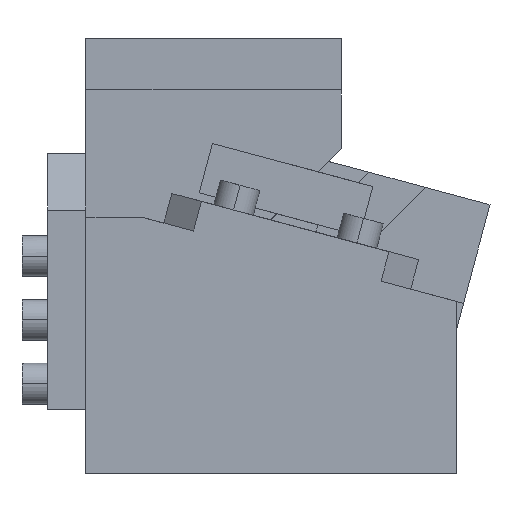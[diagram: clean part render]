
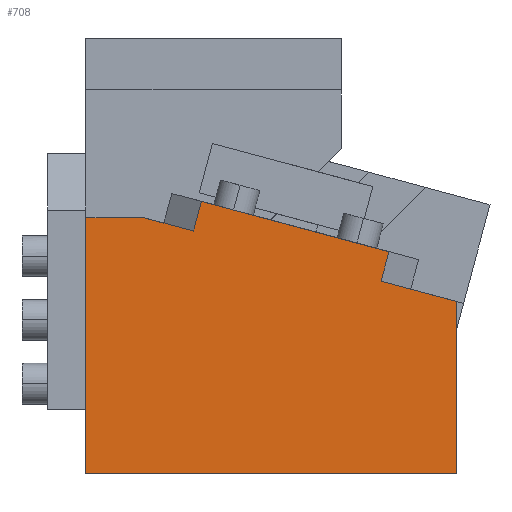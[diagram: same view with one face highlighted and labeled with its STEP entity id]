
A CAD part, front view. The second image highlights one B-rep face of the part: STEP entity #708.
In plain terms, the highlighted planar face has unit normal (0, -1, 0).
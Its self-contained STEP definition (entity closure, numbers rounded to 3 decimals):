
#394=CARTESIAN_POINT('Vertex',(45.235,0.,106.361)) ;
#397=CARTESIAN_POINT('Line Origine',(81.94,0.,96.526)) ;
#401=CARTESIAN_POINT('Vertex',(118.645,0.,86.691)) ;
#638=CARTESIAN_POINT('Axis2P3D Location',(0.,0.,0.)) ;
#643=CARTESIAN_POINT('Line Origine',(32.369,0.,97.385)) ;
#647=CARTESIAN_POINT('Vertex',(22.61,0.,100.)) ;
#649=CARTESIAN_POINT('Vertex',(42.129,0.,94.77)) ;
#652=CARTESIAN_POINT('Line Origine',(11.305,0.,100.)) ;
#656=CARTESIAN_POINT('Vertex',(0.,0.,100.)) ;
#659=CARTESIAN_POINT('Line Origine',(0.,0.,50.)) ;
#663=CARTESIAN_POINT('Vertex',(0.,0.,0.)) ;
#666=CARTESIAN_POINT('Line Origine',(72.5,0.,0.)) ;
#670=CARTESIAN_POINT('Vertex',(145.,0.,0.)) ;
#673=CARTESIAN_POINT('Line Origine',(145.,0.,33.603)) ;
#677=CARTESIAN_POINT('Vertex',(145.,0.,67.206)) ;
#680=CARTESIAN_POINT('Line Origine',(130.27,0.,71.153)) ;
#684=CARTESIAN_POINT('Vertex',(115.539,0.,75.1)) ;
#687=CARTESIAN_POINT('Line Origine',(117.092,0.,80.895)) ;
#692=CARTESIAN_POINT('Line Origine',(43.682,0.,100.565)) ;
#398=DIRECTION('Vector Direction',(0.966,0.,-0.259)) ;
#639=DIRECTION('Axis2P3D Direction',(0.,-1.,0.)) ;
#640=DIRECTION('Axis2P3D XDirection',(1.,0.,0.)) ;
#644=DIRECTION('Vector Direction',(0.966,0.,-0.259)) ;
#653=DIRECTION('Vector Direction',(-1.,0.,0.)) ;
#660=DIRECTION('Vector Direction',(0.,0.,-1.)) ;
#667=DIRECTION('Vector Direction',(-1.,0.,0.)) ;
#674=DIRECTION('Vector Direction',(0.,0.,-1.)) ;
#681=DIRECTION('Vector Direction',(-0.966,0.,0.259)) ;
#688=DIRECTION('Vector Direction',(-0.259,0.,-0.966)) ;
#693=DIRECTION('Vector Direction',(0.259,0.,0.966)) ;
#641=AXIS2_PLACEMENT_3D('Plane Axis2P3D',#638,#639,#640) ;
#698=ORIENTED_EDGE('',*,*,#651,.F.) ;
#699=ORIENTED_EDGE('',*,*,#658,.T.) ;
#700=ORIENTED_EDGE('',*,*,#665,.T.) ;
#701=ORIENTED_EDGE('',*,*,#672,.F.) ;
#702=ORIENTED_EDGE('',*,*,#679,.F.) ;
#703=ORIENTED_EDGE('',*,*,#686,.T.) ;
#704=ORIENTED_EDGE('',*,*,#691,.F.) ;
#705=ORIENTED_EDGE('',*,*,#403,.F.) ;
#706=ORIENTED_EDGE('',*,*,#696,.F.) ;
#399=VECTOR('Line Direction',#398,1.) ;
#645=VECTOR('Line Direction',#644,1.) ;
#654=VECTOR('Line Direction',#653,1.) ;
#661=VECTOR('Line Direction',#660,1.) ;
#668=VECTOR('Line Direction',#667,1.) ;
#675=VECTOR('Line Direction',#674,1.) ;
#682=VECTOR('Line Direction',#681,1.) ;
#689=VECTOR('Line Direction',#688,1.) ;
#694=VECTOR('Line Direction',#693,1.) ;
#708=ADVANCED_FACE('CAM HOLDER',(#707),#642,.T.) ;
#403=EDGE_CURVE('',#395,#402,#400,.T.) ;
#651=EDGE_CURVE('',#648,#650,#646,.T.) ;
#658=EDGE_CURVE('',#648,#657,#655,.T.) ;
#665=EDGE_CURVE('',#657,#664,#662,.T.) ;
#672=EDGE_CURVE('',#671,#664,#669,.T.) ;
#679=EDGE_CURVE('',#678,#671,#676,.T.) ;
#686=EDGE_CURVE('',#678,#685,#683,.T.) ;
#691=EDGE_CURVE('',#402,#685,#690,.T.) ;
#696=EDGE_CURVE('',#650,#395,#695,.T.) ;
#697=EDGE_LOOP('',(#698,#699,#700,#701,#702,#703,#704,#705,#706)) ;
#707=FACE_OUTER_BOUND('',#697,.T.) ;
#400=LINE('Line',#397,#399) ;
#646=LINE('Line',#643,#645) ;
#655=LINE('Line',#652,#654) ;
#662=LINE('Line',#659,#661) ;
#669=LINE('Line',#666,#668) ;
#676=LINE('Line',#673,#675) ;
#683=LINE('Line',#680,#682) ;
#690=LINE('Line',#687,#689) ;
#695=LINE('Line',#692,#694) ;
#642=PLANE('Plane',#641) ;
#395=VERTEX_POINT('',#394) ;
#402=VERTEX_POINT('',#401) ;
#648=VERTEX_POINT('',#647) ;
#650=VERTEX_POINT('',#649) ;
#657=VERTEX_POINT('',#656) ;
#664=VERTEX_POINT('',#663) ;
#671=VERTEX_POINT('',#670) ;
#678=VERTEX_POINT('',#677) ;
#685=VERTEX_POINT('',#684) ;
